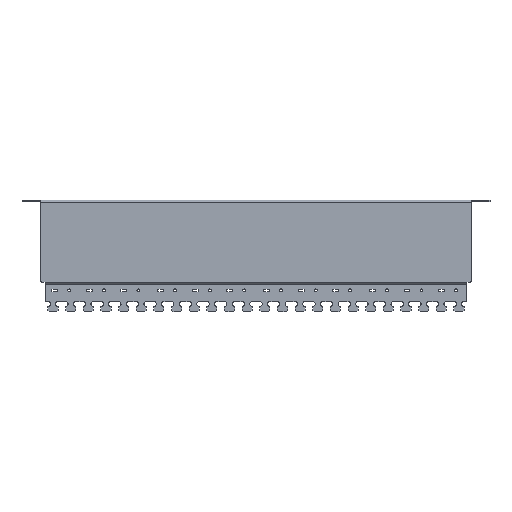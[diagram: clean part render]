
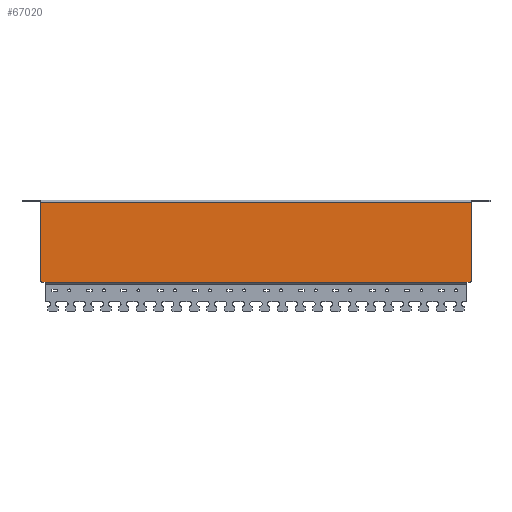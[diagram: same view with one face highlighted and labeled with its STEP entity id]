
A CAD part, front view. The second image highlights one B-rep face of the part: STEP entity #67020.
In plain terms, the highlighted planar face has unit normal (0, -1, 0).
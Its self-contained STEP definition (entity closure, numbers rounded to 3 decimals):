
#201 = VECTOR ( 'NONE', #65142, 1000. ) ;
#419 = VERTEX_POINT ( 'NONE', #22243 ) ;
#1727 = DIRECTION ( 'NONE',  ( -1., 0., 0. ) ) ;
#1755 = LINE ( 'NONE', #22673, #49746 ) ;
#2094 = LINE ( 'NONE', #53040, #201 ) ;
#4043 = DIRECTION ( 'NONE',  ( -1., 0., 0. ) ) ;
#6016 = DIRECTION ( 'NONE',  ( -1., 0., 0. ) ) ;
#9124 = VERTEX_POINT ( 'NONE', #62702 ) ;
#10504 = EDGE_LOOP ( 'NONE', ( #64448, #56931, #49499, #70163, #60856, #26238, #46976, #67667 ) ) ;
#14398 = VERTEX_POINT ( 'NONE', #64697 ) ;
#14914 = EDGE_CURVE ( 'NONE', #26840, #23181, #66190, .T. ) ;
#17393 = CARTESIAN_POINT ( 'NONE',  ( 220.5, -22., -81. ) ) ;
#19258 = CARTESIAN_POINT ( 'NONE',  ( -217.5, -22., -83. ) ) ;
#19648 = DIRECTION ( 'NONE',  ( 0., -1., 0. ) ) ;
#21679 = CARTESIAN_POINT ( 'NONE',  ( -220.5, -22., -81. ) ) ;
#22243 = CARTESIAN_POINT ( 'NONE',  ( 220.5, -22., -83. ) ) ;
#22673 = CARTESIAN_POINT ( 'NONE',  ( 222.5, -22., -83. ) ) ;
#22684 = CIRCLE ( 'NONE', #41880, 2. ) ;
#23181 = VERTEX_POINT ( 'NONE', #33953 ) ;
#23418 = DIRECTION ( 'NONE',  ( 0., 0., -1. ) ) ;
#23892 = VERTEX_POINT ( 'NONE', #53016 ) ;
#24058 = FACE_OUTER_BOUND ( 'NONE', #10504, .T. ) ;
#24986 = EDGE_CURVE ( 'NONE', #26840, #9124, #1755, .T. ) ;
#25030 = LINE ( 'NONE', #36003, #39090 ) ;
#25520 = VECTOR ( 'NONE', #4043, 1000. ) ;
#26238 = ORIENTED_EDGE ( 'NONE', *, *, #26372, .T. ) ;
#26372 = EDGE_CURVE ( 'NONE', #419, #9124, #52327, .T. ) ;
#26840 = VERTEX_POINT ( 'NONE', #53271 ) ;
#27694 = DIRECTION ( 'NONE',  ( 0., 0., -1. ) ) ;
#28696 = DIRECTION ( 'NONE',  ( 0., 0., -1. ) ) ;
#32510 = EDGE_CURVE ( 'NONE', #45482, #50880, #25030, .T. ) ;
#33953 = CARTESIAN_POINT ( 'NONE',  ( -222.5, -22., -0.5 ) ) ;
#36003 = CARTESIAN_POINT ( 'NONE',  ( -222.5, -22., -83. ) ) ;
#36995 = PLANE ( 'NONE',  #72719 ) ;
#37790 = CARTESIAN_POINT ( 'NONE',  ( -222.5, -22., -0.5 ) ) ;
#39090 = VECTOR ( 'NONE', #6016, 1000. ) ;
#39989 = VECTOR ( 'NONE', #42968, 1000. ) ;
#41880 = AXIS2_PLACEMENT_3D ( 'NONE', #21679, #63689, #27694 ) ;
#42968 = DIRECTION ( 'NONE',  ( 0., 0., 1. ) ) ;
#45482 = VERTEX_POINT ( 'NONE', #19258 ) ;
#46976 = ORIENTED_EDGE ( 'NONE', *, *, #24986, .F. ) ;
#49154 = EDGE_CURVE ( 'NONE', #14398, #50880, #22684, .T. ) ;
#49499 = ORIENTED_EDGE ( 'NONE', *, *, #32510, .F. ) ;
#49746 = VECTOR ( 'NONE', #28696, 1000. ) ;
#50880 = VERTEX_POINT ( 'NONE', #63377 ) ;
#52060 = VECTOR ( 'NONE', #1727, 1000. ) ;
#52327 = CIRCLE ( 'NONE', #60369, 2. ) ;
#53016 = CARTESIAN_POINT ( 'NONE',  ( 217.5, -22., -83. ) ) ;
#53040 = CARTESIAN_POINT ( 'NONE',  ( -217.5, -22., -83. ) ) ;
#53271 = CARTESIAN_POINT ( 'NONE',  ( 222.5, -22., -0.5 ) ) ;
#54817 = CARTESIAN_POINT ( 'NONE',  ( -222.5, -22., 0. ) ) ;
#55588 = CARTESIAN_POINT ( 'NONE',  ( -222.5, -22., 0. ) ) ;
#55980 = LINE ( 'NONE', #54817, #39989 ) ;
#56931 = ORIENTED_EDGE ( 'NONE', *, *, #49154, .T. ) ;
#59341 = DIRECTION ( 'NONE',  ( 0., -1., 0. ) ) ;
#60369 = AXIS2_PLACEMENT_3D ( 'NONE', #17393, #59341, #23418 ) ;
#60856 = ORIENTED_EDGE ( 'NONE', *, *, #64130, .F. ) ;
#61643 = DIRECTION ( 'NONE',  ( 0., 0., -1. ) ) ;
#62702 = CARTESIAN_POINT ( 'NONE',  ( 222.5, -22., -81. ) ) ;
#63377 = CARTESIAN_POINT ( 'NONE',  ( -220.5, -22., -83. ) ) ;
#63689 = DIRECTION ( 'NONE',  ( 0., -1., 0. ) ) ;
#63703 = EDGE_CURVE ( 'NONE', #45482, #23892, #2094, .T. ) ;
#64130 = EDGE_CURVE ( 'NONE', #419, #23892, #73408, .T. ) ;
#64448 = ORIENTED_EDGE ( 'NONE', *, *, #67007, .F. ) ;
#64697 = CARTESIAN_POINT ( 'NONE',  ( -222.5, -22., -81. ) ) ;
#65142 = DIRECTION ( 'NONE',  ( 1., 0., 0. ) ) ;
#66190 = LINE ( 'NONE', #37790, #52060 ) ;
#67007 = EDGE_CURVE ( 'NONE', #14398, #23181, #55980, .T. ) ;
#67020 = ADVANCED_FACE ( 'NONE', ( #24058 ), #36995, .T. ) ;
#67667 = ORIENTED_EDGE ( 'NONE', *, *, #14914, .T. ) ;
#70163 = ORIENTED_EDGE ( 'NONE', *, *, #63703, .T. ) ;
#72719 = AXIS2_PLACEMENT_3D ( 'NONE', #55588, #19648, #61643 ) ;
#73408 = LINE ( 'NONE', #76246, #25520 ) ;
#76246 = CARTESIAN_POINT ( 'NONE',  ( -222.5, -22., -83. ) ) ;
